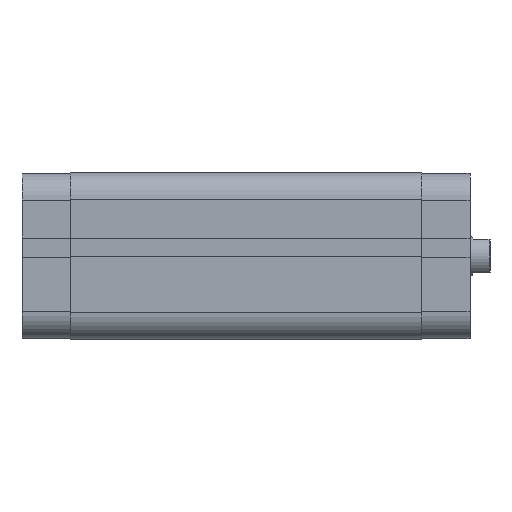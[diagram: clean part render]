
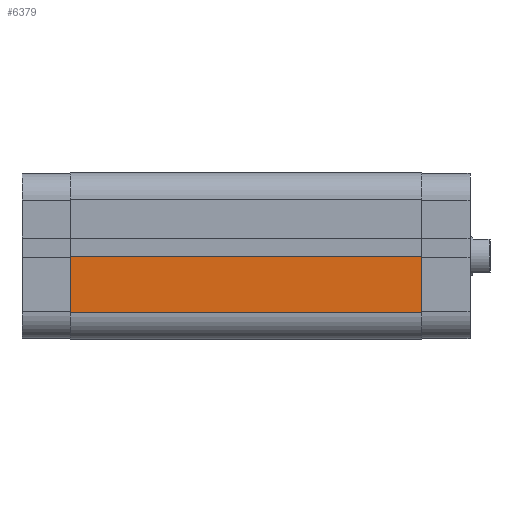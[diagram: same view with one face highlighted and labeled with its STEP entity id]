
A CAD part, top view. The second image highlights one B-rep face of the part: STEP entity #6379.
In plain terms, the highlighted face is planar.
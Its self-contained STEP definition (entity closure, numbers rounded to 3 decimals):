
#587 = VECTOR ( 'NONE', #1742, 1000. ) ;
#591 = LINE ( 'NONE', #1741, #587 ) ;
#593 = LINE ( 'NONE', #1743, #609 ) ;
#596 = LINE ( 'NONE', #1733, #597 ) ;
#597 = VECTOR ( 'NONE', #1734, 1000. ) ;
#602 = LINE ( 'NONE', #1747, #611 ) ;
#609 = VECTOR ( 'NONE', #1749, 1000. ) ;
#611 = VECTOR ( 'NONE', #1751, 1000. ) ;
#1733 = CARTESIAN_POINT ( 'NONE',  ( 0., -25., 105.5 ) ) ;
#1734 = DIRECTION ( 'NONE',  ( 1., 0., 0. ) ) ;
#1741 = CARTESIAN_POINT ( 'NONE',  ( 0.1, -25., 105.5 ) ) ;
#1742 = DIRECTION ( 'NONE',  ( 0., 0., -1. ) ) ;
#1743 = CARTESIAN_POINT ( 'NONE',  ( 17., -25., 105.5 ) ) ;
#1747 = CARTESIAN_POINT ( 'NONE',  ( 0., -25., 0. ) ) ;
#1749 = DIRECTION ( 'NONE',  ( 0., 0., -1. ) ) ;
#1751 = DIRECTION ( 'NONE',  ( 1., 0., 0. ) ) ;
#2801 = CARTESIAN_POINT ( 'NONE',  ( 0., -25., 105.5 ) ) ;
#2802 = PLANE ( 'NONE',  #6204 ) ;
#2804 = DIRECTION ( 'NONE',  ( 0., 1., 0. ) ) ;
#2805 = DIRECTION ( 'NONE',  ( -1., 0., 0. ) ) ;
#3249 = VERTEX_POINT ( 'NONE', #4514 ) ;
#3379 = FACE_OUTER_BOUND ( 'NONE', #4237, .T. ) ;
#3647 = VERTEX_POINT ( 'NONE', #4468 ) ;
#3721 = VERTEX_POINT ( 'NONE', #4729 ) ;
#3799 = VERTEX_POINT ( 'NONE', #4012 ) ;
#4012 = CARTESIAN_POINT ( 'NONE',  ( 0.1, -25., 0. ) ) ;
#4237 = EDGE_LOOP ( 'NONE', ( #5193, #5192, #5191, #5190 ) ) ;
#4468 = CARTESIAN_POINT ( 'NONE',  ( 17., -25., 0. ) ) ;
#4514 = CARTESIAN_POINT ( 'NONE',  ( 0.1, -25., 105.5 ) ) ;
#4729 = CARTESIAN_POINT ( 'NONE',  ( 17., -25., 105.5 ) ) ;
#5190 = ORIENTED_EDGE ( 'NONE', *, *, #5652, .T. ) ;
#5191 = ORIENTED_EDGE ( 'NONE', *, *, #5648, .F. ) ;
#5192 = ORIENTED_EDGE ( 'NONE', *, *, #5655, .F. ) ;
#5193 = ORIENTED_EDGE ( 'NONE', *, *, #5656, .T. ) ;
#5648 = EDGE_CURVE ( 'NONE', #3249, #3721, #596, .T. ) ;
#5652 = EDGE_CURVE ( 'NONE', #3249, #3799, #591, .T. ) ;
#5655 = EDGE_CURVE ( 'NONE', #3721, #3647, #593, .T. ) ;
#5656 = EDGE_CURVE ( 'NONE', #3799, #3647, #602, .T. ) ;
#6204 = AXIS2_PLACEMENT_3D ( 'NONE', #2801, #2804, #2805 ) ;
#6379 = ADVANCED_FACE ( 'NONE', ( #3379 ), #2802, .F. ) ;
